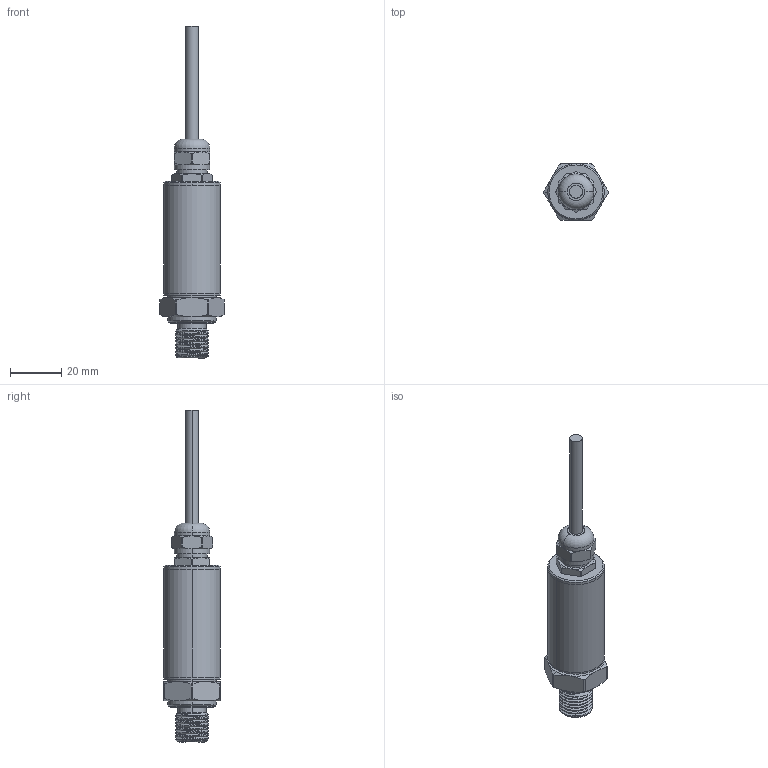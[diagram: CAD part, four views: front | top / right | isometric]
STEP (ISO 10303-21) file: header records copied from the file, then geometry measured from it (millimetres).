
FILE_DESCRIPTION (( 'STEP AP214' ), '1' );
FILE_NAME ('PT211-113DW_3D.step', '2023-06-28T22:36:33', ( '' ), ( '' ), 'SwSTEP 2.0', 'SolidWorks 2022', '' );
FILE_SCHEMA (( 'AUTOMOTIVE_DESIGN' ));
Length unit declared in the file: millimetre
Products named in the file (6): PT211-113DW_3D; FST800-1^PT211-113DW; PRT0001^PT211-113DW; FST800-2^PT211-113DW; 111^PT211-113DW; M12X1-FANGSHUI-01^PT211-113DW
Assembly tree (5 placements, depth 2):
  PT211-113DW_3D
    FST800-1^PT211-113DW
    FST800-2^PT211-113DW
    PRT0001^PT211-113DW
    M12X1-FANGSHUI-01^PT211-113DW
    111^PT211-113DW
Bounding box: 25 x 22 x 129.2 mm (x, y, z)
Volume: 25564.2 mm3; surface area: 9888.7 mm2
Topology: 5 solids, 5 shells, 192 faces, 485 edges, 319 vertices
Faces by surface type: cylinder 79, cone 52, plane 44, bspline 15, torus 2
Entity records: 10206 total; most frequent: CARTESIAN_POINT 5609, ORIENTED_EDGE 970, DIRECTION 823, EDGE_CURVE 485, AXIS2_PLACEMENT_3D 350, VERTEX_POINT 319, EDGE_LOOP 212, B_SPLINE_CURVE_WITH_KNOTS 197
